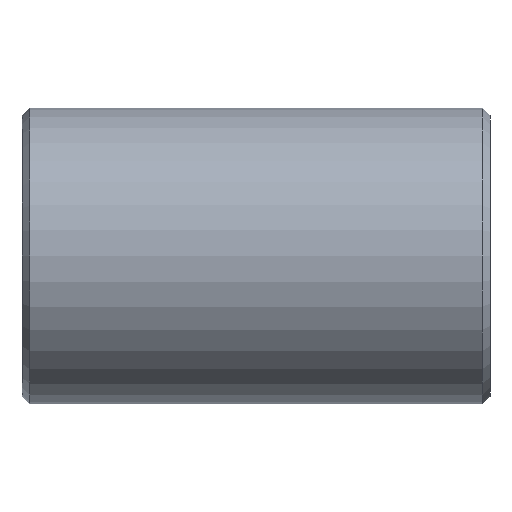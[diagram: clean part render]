
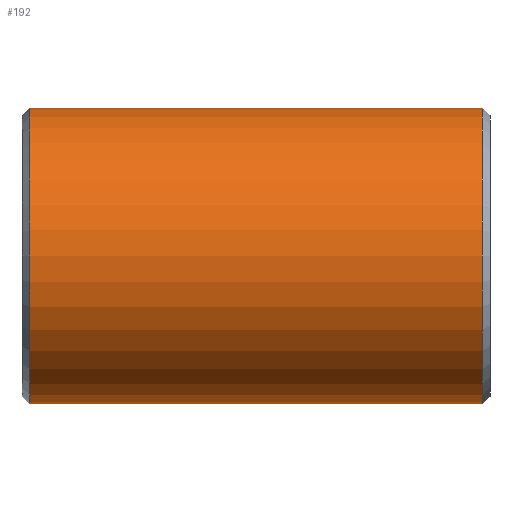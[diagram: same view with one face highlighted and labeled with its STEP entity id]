
A CAD part, front view. The second image highlights one B-rep face of the part: STEP entity #192.
In plain terms, the highlighted cylindrical face has radius 136.525 mm (diameter 273.05 mm), a partial arc.
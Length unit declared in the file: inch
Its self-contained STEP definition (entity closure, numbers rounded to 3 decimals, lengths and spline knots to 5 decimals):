
#26 = ORIENTED_EDGE ( 'NONE', *, *, #285, .T. ) ;
#55 = CARTESIAN_POINT ( 'NONE',  ( 8.21867, 0., 5.375 ) ) ;
#64 = CARTESIAN_POINT ( 'NONE',  ( 8.5, 0., -5.375 ) ) ;
#74 = CYLINDRICAL_SURFACE ( 'NONE', #607, 5.375 ) ;
#89 = ORIENTED_EDGE ( 'NONE', *, *, #314, .F. ) ;
#139 = DIRECTION ( 'NONE',  ( -1., 0., 0. ) ) ;
#156 = CIRCLE ( 'NONE', #635, 5.375 ) ;
#164 = CARTESIAN_POINT ( 'NONE',  ( -8.21867, 0., 5.375 ) ) ;
#192 = ADVANCED_FACE ( 'NONE', ( #674 ), #74, .T. ) ;
#196 = DIRECTION ( 'NONE',  ( 1., 0., 0. ) ) ;
#213 = AXIS2_PLACEMENT_3D ( 'NONE', #342, #275, #542 ) ;
#241 = VERTEX_POINT ( 'NONE', #55 ) ;
#272 = CIRCLE ( 'NONE', #213, 5.375 ) ;
#275 = DIRECTION ( 'NONE',  ( -1., 0., 0. ) ) ;
#278 = DIRECTION ( 'NONE',  ( -1., 0., 0. ) ) ;
#281 = CARTESIAN_POINT ( 'NONE',  ( -8.21867, 0., -5.375 ) ) ;
#285 = EDGE_CURVE ( 'NONE', #793, #561, #156, .T. ) ;
#291 = LINE ( 'NONE', #871, #786 ) ;
#314 = EDGE_CURVE ( 'NONE', #525, #561, #403, .T. ) ;
#333 = DIRECTION ( 'NONE',  ( -1., 0., 0. ) ) ;
#342 = CARTESIAN_POINT ( 'NONE',  ( 8.21867, 0., 0. ) ) ;
#378 = EDGE_CURVE ( 'NONE', #525, #241, #272, .T. ) ;
#379 = ORIENTED_EDGE ( 'NONE', *, *, #378, .T. ) ;
#382 = EDGE_LOOP ( 'NONE', ( #89, #379, #699, #26 ) ) ;
#385 = VECTOR ( 'NONE', #278, 39.37008 ) ;
#403 = LINE ( 'NONE', #64, #385 ) ;
#408 = CARTESIAN_POINT ( 'NONE',  ( 8.5, 0., 0. ) ) ;
#430 = CARTESIAN_POINT ( 'NONE',  ( 8.21867, 0., -5.375 ) ) ;
#525 = VERTEX_POINT ( 'NONE', #430 ) ;
#533 = DIRECTION ( 'NONE',  ( 0., 0., 1. ) ) ;
#542 = DIRECTION ( 'NONE',  ( 0., 0., -1. ) ) ;
#561 = VERTEX_POINT ( 'NONE', #281 ) ;
#599 = DIRECTION ( 'NONE',  ( 0., 0., 1. ) ) ;
#607 = AXIS2_PLACEMENT_3D ( 'NONE', #408, #333, #533 ) ;
#635 = AXIS2_PLACEMENT_3D ( 'NONE', #724, #196, #599 ) ;
#637 = EDGE_CURVE ( 'NONE', #241, #793, #291, .T. ) ;
#674 = FACE_OUTER_BOUND ( 'NONE', #382, .T. ) ;
#699 = ORIENTED_EDGE ( 'NONE', *, *, #637, .T. ) ;
#724 = CARTESIAN_POINT ( 'NONE',  ( -8.21867, 0., 0. ) ) ;
#786 = VECTOR ( 'NONE', #139, 39.37008 ) ;
#793 = VERTEX_POINT ( 'NONE', #164 ) ;
#871 = CARTESIAN_POINT ( 'NONE',  ( 8.5, 0., 5.375 ) ) ;
